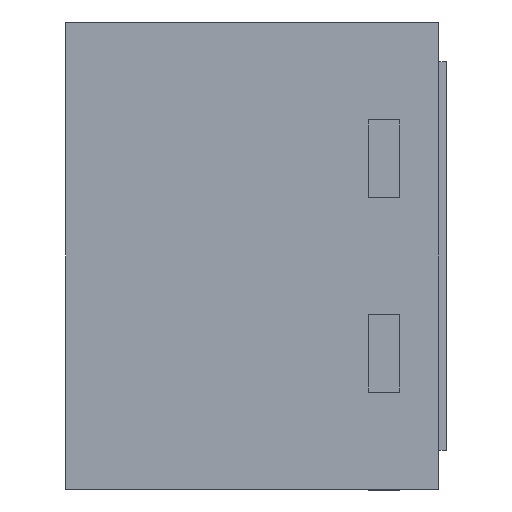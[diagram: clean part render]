
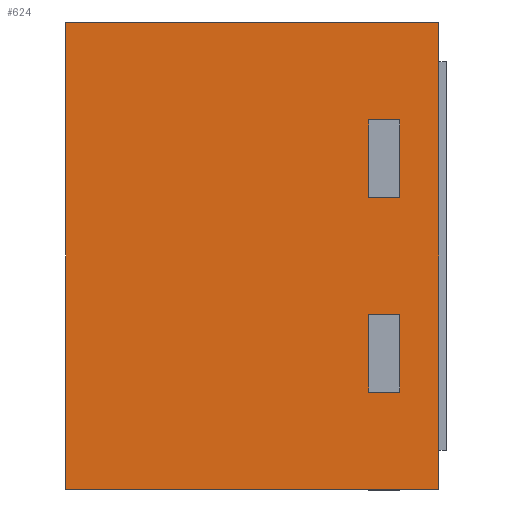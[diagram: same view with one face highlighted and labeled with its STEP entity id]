
A CAD part, left-side view. The second image highlights one B-rep face of the part: STEP entity #624.
In plain terms, the highlighted planar face has unit normal (-1, 0, 0).
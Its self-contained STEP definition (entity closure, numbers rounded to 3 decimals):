
#12 = DIRECTION ( 'NONE',  ( 0., 0., 1. ) ) ;
#14 = VECTOR ( 'NONE', #1790, 1000. ) ;
#69 = CARTESIAN_POINT ( 'NONE',  ( -0.5, -0.15, -0.175 ) ) ;
#85 = CARTESIAN_POINT ( 'NONE',  ( -0.5, 0.24, 0.075 ) ) ;
#86 = DIRECTION ( 'NONE',  ( 0., 0., -1. ) ) ;
#193 = LINE ( 'NONE', #911, #814 ) ;
#240 = DIRECTION ( 'NONE',  ( 1., 0., 0. ) ) ;
#292 = CARTESIAN_POINT ( 'NONE',  ( -0.5, -0.19, 0.175 ) ) ;
#311 = ORIENTED_EDGE ( 'NONE', *, *, #2328, .T. ) ;
#316 = EDGE_CURVE ( 'NONE', #505, #1704, #350, .T. ) ;
#347 = CARTESIAN_POINT ( 'NONE',  ( -0.5, -0.19, 0.075 ) ) ;
#350 = LINE ( 'NONE', #881, #480 ) ;
#393 = DIRECTION ( 'NONE',  ( 0., 0., 1. ) ) ;
#406 = EDGE_CURVE ( 'NONE', #1704, #2154, #977, .T. ) ;
#423 = DIRECTION ( 'NONE',  ( 0., 1., 0. ) ) ;
#453 = CARTESIAN_POINT ( 'NONE',  ( -0.5, -0.24, 0.3 ) ) ;
#480 = VECTOR ( 'NONE', #713, 1000. ) ;
#493 = CARTESIAN_POINT ( 'NONE',  ( -0.5, 0.24, 0.3 ) ) ;
#498 = ORIENTED_EDGE ( 'NONE', *, *, #715, .T. ) ;
#505 = VERTEX_POINT ( 'NONE', #1947 ) ;
#523 = CARTESIAN_POINT ( 'NONE',  ( -0.5, 0.24, 0.175 ) ) ;
#534 = CARTESIAN_POINT ( 'NONE',  ( -0.5, 0.24, 0.3 ) ) ;
#565 = EDGE_CURVE ( 'NONE', #941, #2259, #1446, .T. ) ;
#572 = DIRECTION ( 'NONE',  ( 0., 0., 1. ) ) ;
#603 = CARTESIAN_POINT ( 'NONE',  ( -0.5, -0.15, 0.3 ) ) ;
#607 = LINE ( 'NONE', #1323, #1889 ) ;
#623 = VERTEX_POINT ( 'NONE', #347 ) ;
#624 = ADVANCED_FACE ( 'NONE', ( #1232, #1598, #1087 ), #1970, .F. ) ;
#674 = EDGE_CURVE ( 'NONE', #2288, #795, #2042, .T. ) ;
#713 = DIRECTION ( 'NONE',  ( 0., -1., 0. ) ) ;
#715 = EDGE_CURVE ( 'NONE', #795, #1588, #2075, .T. ) ;
#716 = CARTESIAN_POINT ( 'NONE',  ( -0.5, -0.19, -0.075 ) ) ;
#720 = DIRECTION ( 'NONE',  ( 0., 0., 1. ) ) ;
#768 = DIRECTION ( 'NONE',  ( 0., 0., -1. ) ) ;
#795 = VERTEX_POINT ( 'NONE', #1658 ) ;
#814 = VECTOR ( 'NONE', #12, 1000. ) ;
#827 = VERTEX_POINT ( 'NONE', #69 ) ;
#839 = LINE ( 'NONE', #1904, #1511 ) ;
#881 = CARTESIAN_POINT ( 'NONE',  ( -0.5, 0.24, -0.075 ) ) ;
#892 = VECTOR ( 'NONE', #1443, 1000. ) ;
#901 = LINE ( 'NONE', #1971, #1266 ) ;
#911 = CARTESIAN_POINT ( 'NONE',  ( -0.5, -0.24, 0.3 ) ) ;
#926 = VECTOR ( 'NONE', #423, 1000. ) ;
#941 = VERTEX_POINT ( 'NONE', #1371 ) ;
#943 = ORIENTED_EDGE ( 'NONE', *, *, #406, .T. ) ;
#952 = VERTEX_POINT ( 'NONE', #2124 ) ;
#977 = LINE ( 'NONE', #1503, #2242 ) ;
#984 = LINE ( 'NONE', #85, #892 ) ;
#997 = VECTOR ( 'NONE', #393, 1000. ) ;
#1015 = ORIENTED_EDGE ( 'NONE', *, *, #1329, .T. ) ;
#1087 = FACE_OUTER_BOUND ( 'NONE', #1143, .T. ) ;
#1121 = EDGE_CURVE ( 'NONE', #1588, #623, #607, .T. ) ;
#1143 = EDGE_LOOP ( 'NONE', ( #1911, #1913, #1850, #311 ) ) ;
#1144 = VERTEX_POINT ( 'NONE', #1150 ) ;
#1150 = CARTESIAN_POINT ( 'NONE',  ( -0.5, 0.24, -0.3 ) ) ;
#1197 = VECTOR ( 'NONE', #1241, 1000. ) ;
#1212 = CARTESIAN_POINT ( 'NONE',  ( -0.5, -0.19, -0.175 ) ) ;
#1232 = FACE_BOUND ( 'NONE', #1496, .T. ) ;
#1241 = DIRECTION ( 'NONE',  ( 0., -1., 0. ) ) ;
#1257 = ORIENTED_EDGE ( 'NONE', *, *, #1121, .T. ) ;
#1266 = VECTOR ( 'NONE', #720, 1000. ) ;
#1323 = CARTESIAN_POINT ( 'NONE',  ( -0.5, -0.19, 0.3 ) ) ;
#1329 = EDGE_CURVE ( 'NONE', #827, #505, #901, .T. ) ;
#1371 = CARTESIAN_POINT ( 'NONE',  ( -0.5, 0.24, 0.3 ) ) ;
#1401 = LINE ( 'NONE', #493, #2140 ) ;
#1412 = ORIENTED_EDGE ( 'NONE', *, *, #316, .T. ) ;
#1443 = DIRECTION ( 'NONE',  ( 0., 1., 0. ) ) ;
#1446 = LINE ( 'NONE', #534, #1197 ) ;
#1496 = EDGE_LOOP ( 'NONE', ( #1257, #1945, #1758, #498 ) ) ;
#1503 = CARTESIAN_POINT ( 'NONE',  ( -0.5, -0.19, 0.3 ) ) ;
#1511 = VECTOR ( 'NONE', #1569, 1000. ) ;
#1532 = EDGE_CURVE ( 'NONE', #952, #2259, #193, .T. ) ;
#1569 = DIRECTION ( 'NONE',  ( 0., -1., 0. ) ) ;
#1588 = VERTEX_POINT ( 'NONE', #292 ) ;
#1598 = FACE_BOUND ( 'NONE', #1674, .T. ) ;
#1628 = EDGE_CURVE ( 'NONE', #623, #2288, #984, .T. ) ;
#1644 = EDGE_CURVE ( 'NONE', #1144, #941, #1401, .T. ) ;
#1652 = DIRECTION ( 'NONE',  ( 0., 0., -1. ) ) ;
#1658 = CARTESIAN_POINT ( 'NONE',  ( -0.5, -0.15, 0.175 ) ) ;
#1674 = EDGE_LOOP ( 'NONE', ( #943, #2079, #1015, #1412 ) ) ;
#1686 = CARTESIAN_POINT ( 'NONE',  ( -0.5, 0.24, 0.3 ) ) ;
#1704 = VERTEX_POINT ( 'NONE', #716 ) ;
#1758 = ORIENTED_EDGE ( 'NONE', *, *, #674, .T. ) ;
#1790 = DIRECTION ( 'NONE',  ( 0., -1., 0. ) ) ;
#1850 = ORIENTED_EDGE ( 'NONE', *, *, #1644, .F. ) ;
#1889 = VECTOR ( 'NONE', #86, 1000. ) ;
#1904 = CARTESIAN_POINT ( 'NONE',  ( -0.5, 0.24, -0.3 ) ) ;
#1911 = ORIENTED_EDGE ( 'NONE', *, *, #1532, .T. ) ;
#1913 = ORIENTED_EDGE ( 'NONE', *, *, #565, .F. ) ;
#1939 = CARTESIAN_POINT ( 'NONE',  ( -0.5, -0.15, 0.075 ) ) ;
#1945 = ORIENTED_EDGE ( 'NONE', *, *, #1628, .T. ) ;
#1947 = CARTESIAN_POINT ( 'NONE',  ( -0.5, -0.15, -0.075 ) ) ;
#1970 = PLANE ( 'NONE',  #2023 ) ;
#1971 = CARTESIAN_POINT ( 'NONE',  ( -0.5, -0.15, 0.3 ) ) ;
#2022 = CARTESIAN_POINT ( 'NONE',  ( -0.5, 0.24, -0.175 ) ) ;
#2023 = AXIS2_PLACEMENT_3D ( 'NONE', #1686, #240, #768 ) ;
#2042 = LINE ( 'NONE', #603, #997 ) ;
#2045 = LINE ( 'NONE', #2022, #926 ) ;
#2075 = LINE ( 'NONE', #523, #14 ) ;
#2079 = ORIENTED_EDGE ( 'NONE', *, *, #2111, .T. ) ;
#2111 = EDGE_CURVE ( 'NONE', #2154, #827, #2045, .T. ) ;
#2124 = CARTESIAN_POINT ( 'NONE',  ( -0.5, -0.24, -0.3 ) ) ;
#2140 = VECTOR ( 'NONE', #572, 1000. ) ;
#2154 = VERTEX_POINT ( 'NONE', #1212 ) ;
#2242 = VECTOR ( 'NONE', #1652, 1000. ) ;
#2259 = VERTEX_POINT ( 'NONE', #453 ) ;
#2288 = VERTEX_POINT ( 'NONE', #1939 ) ;
#2328 = EDGE_CURVE ( 'NONE', #1144, #952, #839, .T. ) ;
